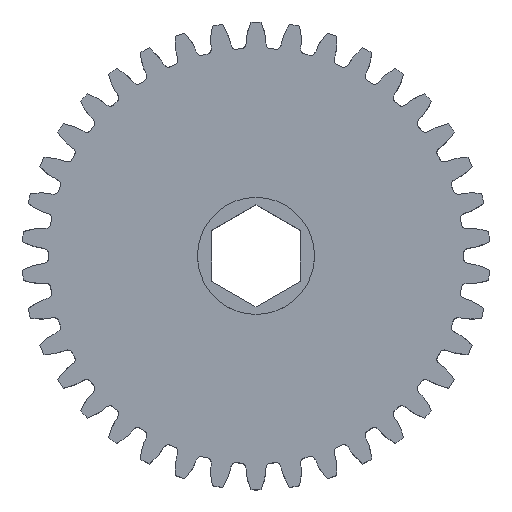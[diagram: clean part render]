
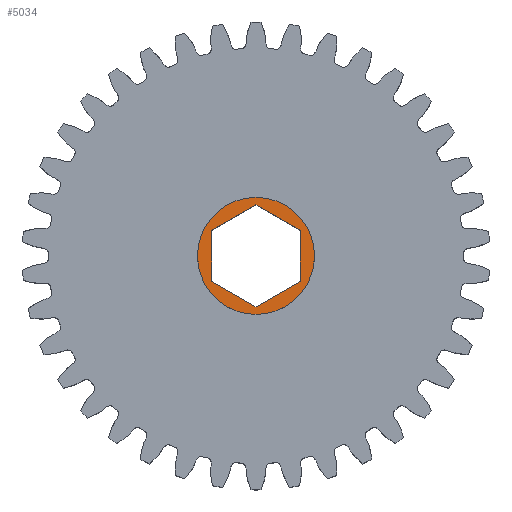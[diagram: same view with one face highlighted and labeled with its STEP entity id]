
A CAD part, top view. The second image highlights one B-rep face of the part: STEP entity #5034.
In plain terms, the highlighted planar face has unit normal (0, 0, 1).
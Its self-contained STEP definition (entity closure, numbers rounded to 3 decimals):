
#887 = DIRECTION ( 'NONE',  ( -0.866, 0.5, 0. ) ) ;
#1085 = CIRCLE ( 'NONE', #10568, 6.35 ) ;
#1229 = PLANE ( 'NONE',  #12991 ) ;
#1414 = EDGE_CURVE ( 'NONE', #8516, #13191, #1085, .T. ) ;
#1416 = CIRCLE ( 'NONE', #9831, 6.35 ) ;
#1711 = CARTESIAN_POINT ( 'NONE',  ( -4.788, 2.764, 6.3 ) ) ;
#2449 = EDGE_CURVE ( 'NONE', #7395, #11754, #8320, .T. ) ;
#2451 = DIRECTION ( 'NONE',  ( -0.866, -0.5, 0. ) ) ;
#2534 = DIRECTION ( 'NONE',  ( 0., 0., -1. ) ) ;
#2978 = EDGE_CURVE ( 'NONE', #4729, #10687, #9536, .T. ) ;
#2994 = VERTEX_POINT ( 'NONE', #1711 ) ;
#3093 = ORIENTED_EDGE ( 'NONE', *, *, #9457, .T. ) ;
#3134 = FACE_BOUND ( 'NONE', #3970, .T. ) ;
#3384 = DIRECTION ( 'NONE',  ( 0.866, 0.5, 0. ) ) ;
#3426 = ORIENTED_EDGE ( 'NONE', *, *, #13638, .F. ) ;
#3513 = CARTESIAN_POINT ( 'NONE',  ( 0., 0., 6.3 ) ) ;
#3594 = DIRECTION ( 'NONE',  ( 0., 1., 0. ) ) ;
#3609 = CARTESIAN_POINT ( 'NONE',  ( 4.788, -2.764, 6.3 ) ) ;
#3970 = EDGE_LOOP ( 'NONE', ( #8786, #11544, #3985, #3093, #7410, #10922 ) ) ;
#3985 = ORIENTED_EDGE ( 'NONE', *, *, #2978, .T. ) ;
#4001 = CARTESIAN_POINT ( 'NONE',  ( 4.788, 2.764, 6.3 ) ) ;
#4053 = EDGE_CURVE ( 'NONE', #2994, #4729, #7302, .T. ) ;
#4613 = DIRECTION ( 'NONE',  ( 0., 0., -1. ) ) ;
#4729 = VERTEX_POINT ( 'NONE', #9980 ) ;
#5034 = ADVANCED_FACE ( 'NONE', ( #3134, #7788 ), #1229, .F. ) ;
#5045 = VECTOR ( 'NONE', #887, 1000. ) ;
#5805 = DIRECTION ( 'NONE',  ( 0., 1., 0. ) ) ;
#5995 = CARTESIAN_POINT ( 'NONE',  ( -4.788, -2.764, 6.3 ) ) ;
#6100 = CARTESIAN_POINT ( 'NONE',  ( 0., 5.529, 6.3 ) ) ;
#6512 = CARTESIAN_POINT ( 'NONE',  ( -4.788, 2.764, 6.3 ) ) ;
#6704 = EDGE_LOOP ( 'NONE', ( #3426, #7552 ) ) ;
#6901 = DIRECTION ( 'NONE',  ( 0., 0., -1. ) ) ;
#6992 = CARTESIAN_POINT ( 'NONE',  ( 0., 0., 6.3 ) ) ;
#7192 = DIRECTION ( 'NONE',  ( 0.866, -0.5, 0. ) ) ;
#7302 = LINE ( 'NONE', #6512, #11277 ) ;
#7395 = VERTEX_POINT ( 'NONE', #13505 ) ;
#7410 = ORIENTED_EDGE ( 'NONE', *, *, #2449, .T. ) ;
#7454 = VECTOR ( 'NONE', #8244, 1000. ) ;
#7552 = ORIENTED_EDGE ( 'NONE', *, *, #1414, .F. ) ;
#7788 = FACE_OUTER_BOUND ( 'NONE', #6704, .T. ) ;
#7928 = CARTESIAN_POINT ( 'NONE',  ( 0., 0., 6.3 ) ) ;
#8139 = LINE ( 'NONE', #5995, #7454 ) ;
#8244 = DIRECTION ( 'NONE',  ( 0., 1., 0. ) ) ;
#8320 = LINE ( 'NONE', #3609, #11441 ) ;
#8340 = VECTOR ( 'NONE', #7192, 1000. ) ;
#8429 = EDGE_CURVE ( 'NONE', #12447, #2994, #8139, .T. ) ;
#8516 = VERTEX_POINT ( 'NONE', #10767 ) ;
#8786 = ORIENTED_EDGE ( 'NONE', *, *, #8429, .T. ) ;
#9141 = CARTESIAN_POINT ( 'NONE',  ( 4.788, 2.764, 6.3 ) ) ;
#9457 = EDGE_CURVE ( 'NONE', #10687, #7395, #10907, .T. ) ;
#9536 = LINE ( 'NONE', #6100, #8340 ) ;
#9799 = CARTESIAN_POINT ( 'NONE',  ( 0., 6.35, 6.3 ) ) ;
#9831 = AXIS2_PLACEMENT_3D ( 'NONE', #6992, #6901, #5805 ) ;
#9980 = CARTESIAN_POINT ( 'NONE',  ( 0., 5.529, 6.3 ) ) ;
#10153 = CARTESIAN_POINT ( 'NONE',  ( -4.788, -2.764, 6.3 ) ) ;
#10568 = AXIS2_PLACEMENT_3D ( 'NONE', #3513, #2534, #13567 ) ;
#10687 = VERTEX_POINT ( 'NONE', #9141 ) ;
#10767 = CARTESIAN_POINT ( 'NONE',  ( 0., -6.35, 6.3 ) ) ;
#10907 = LINE ( 'NONE', #4001, #13700 ) ;
#10922 = ORIENTED_EDGE ( 'NONE', *, *, #12607, .T. ) ;
#11277 = VECTOR ( 'NONE', #3384, 1000. ) ;
#11441 = VECTOR ( 'NONE', #2451, 1000. ) ;
#11544 = ORIENTED_EDGE ( 'NONE', *, *, #4053, .T. ) ;
#11754 = VERTEX_POINT ( 'NONE', #13661 ) ;
#12447 = VERTEX_POINT ( 'NONE', #10153 ) ;
#12607 = EDGE_CURVE ( 'NONE', #11754, #12447, #13150, .T. ) ;
#12742 = DIRECTION ( 'NONE',  ( 0., -1., 0. ) ) ;
#12991 = AXIS2_PLACEMENT_3D ( 'NONE', #7928, #4613, #3594 ) ;
#13150 = LINE ( 'NONE', #14122, #5045 ) ;
#13191 = VERTEX_POINT ( 'NONE', #9799 ) ;
#13505 = CARTESIAN_POINT ( 'NONE',  ( 4.788, -2.764, 6.3 ) ) ;
#13567 = DIRECTION ( 'NONE',  ( 0., 1., 0. ) ) ;
#13638 = EDGE_CURVE ( 'NONE', #13191, #8516, #1416, .T. ) ;
#13661 = CARTESIAN_POINT ( 'NONE',  ( 0., -5.529, 6.3 ) ) ;
#13700 = VECTOR ( 'NONE', #12742, 1000. ) ;
#14122 = CARTESIAN_POINT ( 'NONE',  ( 0., -5.529, 6.3 ) ) ;
